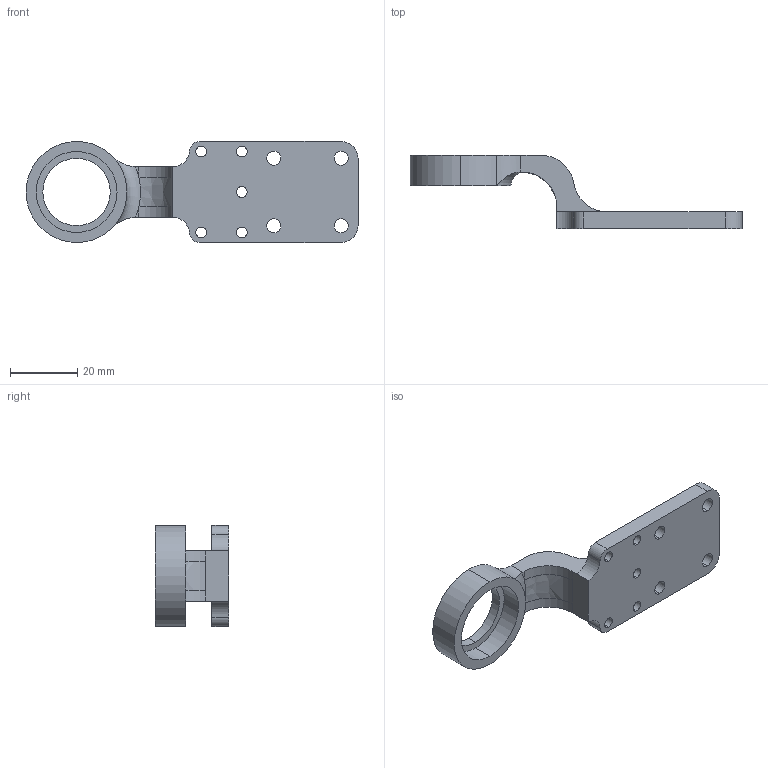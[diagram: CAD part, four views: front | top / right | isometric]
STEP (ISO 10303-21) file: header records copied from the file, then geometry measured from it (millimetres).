
FILE_DESCRIPTION (( 'STEP AP203' ), '1' );
FILE_NAME ('轴保持架上（数量2，24为轴承位）.STEP', '2021-09-16T02:57:06', ( '' ), ( '' ), 'SwSTEP 2.0', 'SolidWorks 2018', '' );
FILE_SCHEMA (( 'CONFIG_CONTROL_DESIGN' ));
Length unit declared in the file: millimetre
Products named in the file (1): 轴保持架上（数量2，24为轴承位）
Bounding box: 98.5 x 21.75 x 30 mm (x, y, z)
Volume: 12847.5 mm3; surface area: 7468.9 mm2
Topology: 1 solids, 1 shells, 52 faces, 143 edges, 94 vertices
Faces by surface type: cylinder 37, plane 13, torus 1, bspline 1
Entity records: 1868 total; most frequent: CARTESIAN_POINT 358, DIRECTION 322, ORIENTED_EDGE 286, EDGE_CURVE 143, AXIS2_PLACEMENT_3D 130, VERTEX_POINT 94, CIRCLE 78, EDGE_LOOP 73
